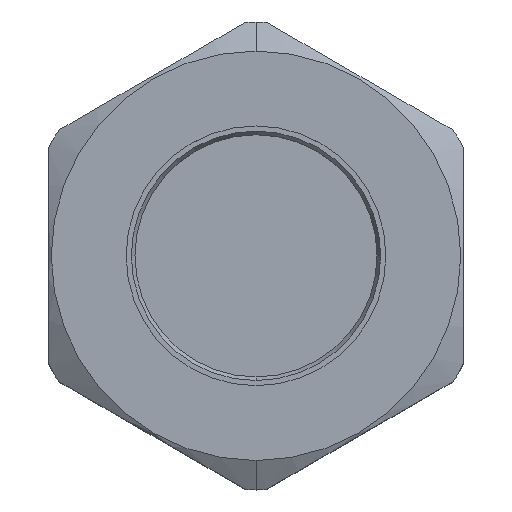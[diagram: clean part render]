
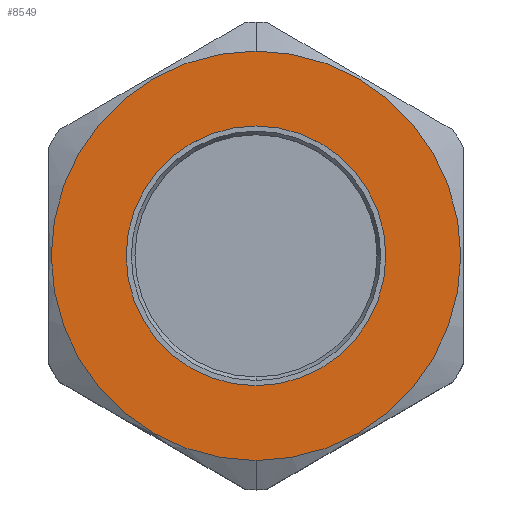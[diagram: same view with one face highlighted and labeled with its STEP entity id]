
A CAD part, top view. The second image highlights one B-rep face of the part: STEP entity #8549.
In plain terms, the highlighted planar face has unit normal (0, 0, 1).
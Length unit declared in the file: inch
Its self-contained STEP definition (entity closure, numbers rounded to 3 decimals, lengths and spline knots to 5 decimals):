
#3053=CARTESIAN_POINT('',(0.,0.,2.75));
#3054=DIRECTION('',(0.,0.,1.));
#3055=DIRECTION('',(0.,-1.,0.));
#3056=AXIS2_PLACEMENT_3D('',#3053,#3054,#3055);
#3058=CARTESIAN_POINT('',(0.,0.,2.75));
#3059=DIRECTION('',(0.,0.,1.));
#3060=DIRECTION('',(0.,1.,0.));
#3061=AXIS2_PLACEMENT_3D('',#3058,#3059,#3060);
#3063=CARTESIAN_POINT('',(0.,0.,2.75));
#3064=DIRECTION('',(0.,0.,1.));
#3065=DIRECTION('',(0.,-1.,0.));
#3066=AXIS2_PLACEMENT_3D('',#3063,#3064,#3065);
#3068=CARTESIAN_POINT('',(0.,0.,2.75));
#3069=DIRECTION('',(0.,0.,1.));
#3070=DIRECTION('',(0.,1.,0.));
#3071=AXIS2_PLACEMENT_3D('',#3068,#3069,#3070);
#4080=CARTESIAN_POINT('',(0.,-0.555,2.75));
#4081=CARTESIAN_POINT('',(0.,0.555,2.75));
#4082=VERTEX_POINT('',#4080);
#4083=VERTEX_POINT('',#4081);
#4178=CARTESIAN_POINT('',(0.,-0.352,2.75));
#4179=CARTESIAN_POINT('',(0.,0.352,2.75));
#4180=VERTEX_POINT('',#4178);
#4181=VERTEX_POINT('',#4179);
#8534=CARTESIAN_POINT('',(0.,0.,2.75));
#8535=DIRECTION('',(0.,0.,1.));
#8536=DIRECTION('',(0.,1.,0.));
#8537=AXIS2_PLACEMENT_3D('',#8534,#8535,#8536);
#8538=PLANE('',#8537);
#8539=ORIENTED_EDGE('',*,*,#8483,.F.);
#8540=ORIENTED_EDGE('',*,*,#8516,.F.);
#8541=EDGE_LOOP('',(#8539,#8540));
#8542=FACE_OUTER_BOUND('',#8541,.F.);
#8544=ORIENTED_EDGE('',*,*,#8543,.T.);
#8546=ORIENTED_EDGE('',*,*,#8545,.T.);
#8547=EDGE_LOOP('',(#8544,#8546));
#8548=FACE_BOUND('',#8547,.F.);
#3057=CIRCLE('',#3056,0.555);
#3062=CIRCLE('',#3061,0.555);
#3067=CIRCLE('',#3066,0.352);
#3072=CIRCLE('',#3071,0.352);
#8483=EDGE_CURVE('',#4082,#4083,#3057,.T.);
#8516=EDGE_CURVE('',#4083,#4082,#3062,.T.);
#8543=EDGE_CURVE('',#4180,#4181,#3067,.T.);
#8545=EDGE_CURVE('',#4181,#4180,#3072,.T.);
#8549=ADVANCED_FACE('',(#8542,#8548),#8538,.T.);
